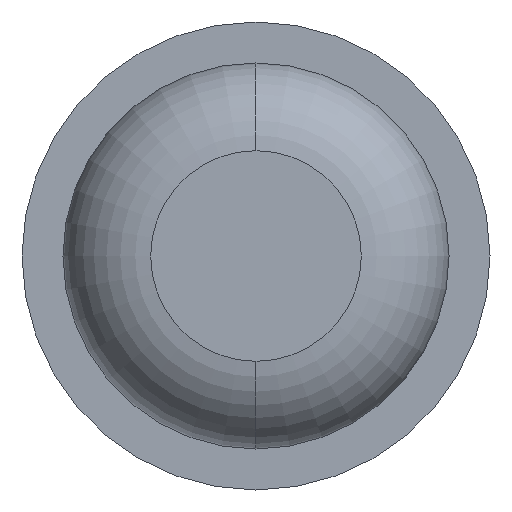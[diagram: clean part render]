
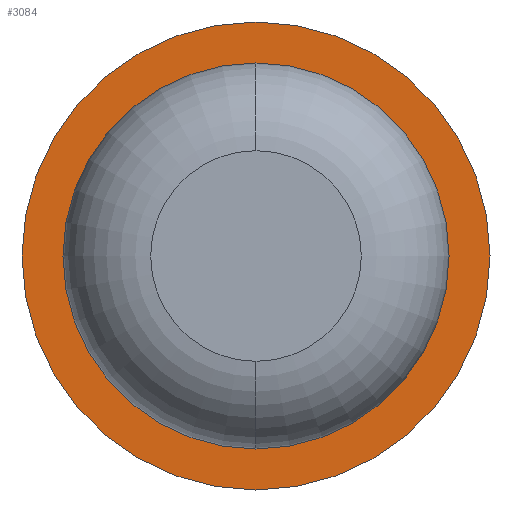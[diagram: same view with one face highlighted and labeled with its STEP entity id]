
A CAD part, front view. The second image highlights one B-rep face of the part: STEP entity #3084.
In plain terms, the highlighted planar face has unit normal (0, -1, 0).
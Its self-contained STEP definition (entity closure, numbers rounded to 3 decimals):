
#173 = DIRECTION ( 'NONE',  ( -1., 0., 0. ) ) ;
#252 = EDGE_LOOP ( 'NONE', ( #2713, #3274 ) ) ;
#274 = DIRECTION ( 'NONE',  ( -1., 0., 0. ) ) ;
#355 = CARTESIAN_POINT ( 'NONE',  ( 0., -2., 0. ) ) ;
#405 = DIRECTION ( 'NONE',  ( -1., 0., 0. ) ) ;
#470 = FACE_OUTER_BOUND ( 'NONE', #3529, .T. ) ;
#513 = CARTESIAN_POINT ( 'NONE',  ( 0., -2., 0. ) ) ;
#566 = EDGE_CURVE ( 'Defeature ausgef�hrt1_1+Defeature ausgef�hrt1_4+Defeature ausgef�hrt1_4+Defeature ausgef�hrt1_4', #3165, #1042, #2182, .T. ) ;
#587 = DIRECTION ( 'NONE',  ( -1., 0., 0. ) ) ;
#598 = PLANE ( 'NONE',  #1047 ) ;
#836 = ORIENTED_EDGE ( 'NONE', *, *, #1213, .F. ) ;
#1042 = VERTEX_POINT ( 'NONE', #1468 ) ;
#1047 = AXIS2_PLACEMENT_3D ( 'NONE', #2613, #1452, #587 ) ;
#1211 = VERTEX_POINT ( 'NONE', #1350 ) ;
#1213 = EDGE_CURVE ( 'Defeature ausgef�hrt1_2+Defeature ausgef�hrt1_1+Defeature ausgef�hrt1_1+Defeature ausgef�hrt1_1', #1211, #3465, #2680, .T. ) ;
#1350 = CARTESIAN_POINT ( 'NONE',  ( -1., -2., 0. ) ) ;
#1390 = DIRECTION ( 'NONE',  ( 0., 1., 0. ) ) ;
#1452 = DIRECTION ( 'NONE',  ( 0., 1., 0. ) ) ;
#1468 = CARTESIAN_POINT ( 'NONE',  ( 0., -2., -0.825 ) ) ;
#1577 = DIRECTION ( 'NONE',  ( 0., 1., 0. ) ) ;
#1635 = CARTESIAN_POINT ( 'NONE',  ( 1., -2., 0. ) ) ;
#1784 = CARTESIAN_POINT ( 'NONE',  ( 0., -2., 0.825 ) ) ;
#1863 = CIRCLE ( 'NONE', #2976, 0.825 ) ;
#2061 = AXIS2_PLACEMENT_3D ( 'NONE', #2375, #2686, #405 ) ;
#2152 = AXIS2_PLACEMENT_3D ( 'NONE', #355, #2655, #3198 ) ;
#2182 = CIRCLE ( 'NONE', #2152, 0.825 ) ;
#2345 = EDGE_CURVE ( 'Defeature ausgef�hrt1_1+Defeature ausgef�hrt1_4+Defeature ausgef�hrt1_4+Defeature ausgef�hrt1_4', #1042, #3165, #1863, .T. ) ;
#2375 = CARTESIAN_POINT ( 'NONE',  ( 0., -2., 0. ) ) ;
#2613 = CARTESIAN_POINT ( 'NONE',  ( 0.825, -2., 0. ) ) ;
#2655 = DIRECTION ( 'NONE',  ( 0., 1., 0. ) ) ;
#2680 = CIRCLE ( 'NONE', #3564, 1. ) ;
#2686 = DIRECTION ( 'NONE',  ( 0., 1., 0. ) ) ;
#2713 = ORIENTED_EDGE ( 'NONE', *, *, #566, .T. ) ;
#2718 = FACE_BOUND ( 'NONE', #252, .T. ) ;
#2883 = ORIENTED_EDGE ( 'NONE', *, *, #3253, .F. ) ;
#2976 = AXIS2_PLACEMENT_3D ( 'NONE', #3539, #1577, #173 ) ;
#3084 = ADVANCED_FACE ( 'Defeature ausgef�hrt1_1', ( #470, #2718 ), #598, .F. ) ;
#3165 = VERTEX_POINT ( 'NONE', #1784 ) ;
#3198 = DIRECTION ( 'NONE',  ( -1., 0., 0. ) ) ;
#3253 = EDGE_CURVE ( 'Defeature ausgef�hrt1_2+Defeature ausgef�hrt1_1+Defeature ausgef�hrt1_1+Defeature ausgef�hrt1_1', #3465, #1211, #3609, .T. ) ;
#3274 = ORIENTED_EDGE ( 'NONE', *, *, #2345, .T. ) ;
#3465 = VERTEX_POINT ( 'NONE', #1635 ) ;
#3529 = EDGE_LOOP ( 'NONE', ( #836, #2883 ) ) ;
#3539 = CARTESIAN_POINT ( 'NONE',  ( 0., -2., 0. ) ) ;
#3564 = AXIS2_PLACEMENT_3D ( 'NONE', #513, #1390, #274 ) ;
#3609 = CIRCLE ( 'NONE', #2061, 1. ) ;
